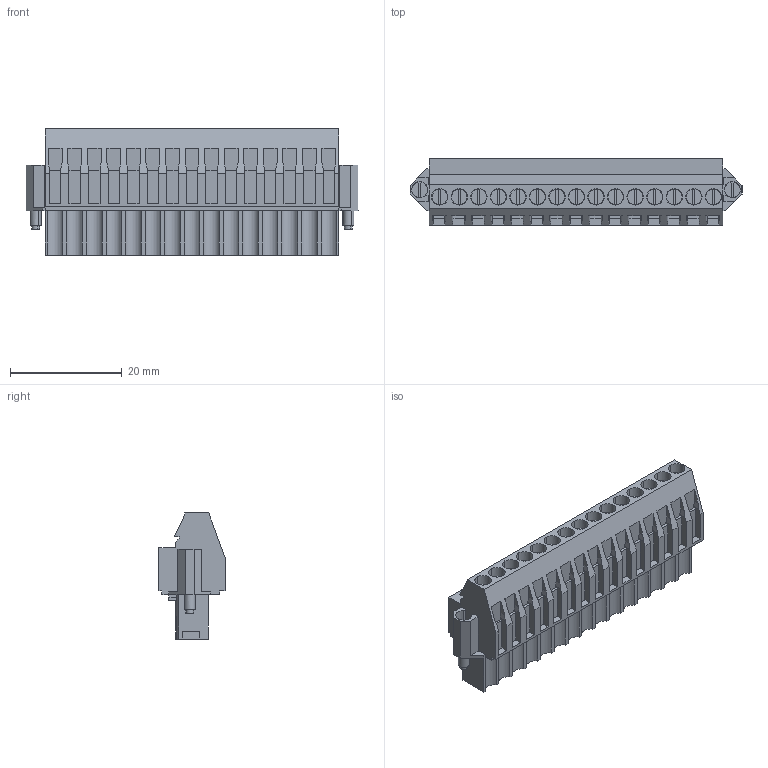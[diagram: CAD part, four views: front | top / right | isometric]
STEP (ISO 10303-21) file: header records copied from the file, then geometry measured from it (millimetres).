
FILE_DESCRIPTION(('CATIA V5 STEP Exchange','CAx-IF Rec.Pracs.--- Model Styling and Organization---1.2---2011-12-15'),'2;1');
FILE_NAME ('D1454057_0_1639140000_1639140000.stp','2017-04-18T10:28:59+00:00',('none'),('Weidmueller'),'CATIA Version 5-6 Release 2014','CATIA V5 STEP AP214','none');
FILE_SCHEMA(('AUTOMOTIVE_DESIGN { 1 0 10303 214 1 1 1 1 }'));
Length unit declared in the file: millimetre
Products named in the file (1): 1639140000
Bounding box: 59.44 x 11.83 x 22.6 mm (x, y, z)
Volume: 8218.8 mm3; surface area: 6603 mm2
Topology: 18 solids, 18 shells, 926 faces, 2545 edges, 1720 vertices
Faces by surface type: plane 785, cylinder 141
Entity records: 27423 total; most frequent: CARTESIAN_POINT 5103, ORIENTED_EDGE 5090, DIRECTION 3709, EDGE_CURVE 2545, VECTOR 2105, LINE 2105, VERTEX_POINT 1720, AXIS2_PLACEMENT_3D 1004
